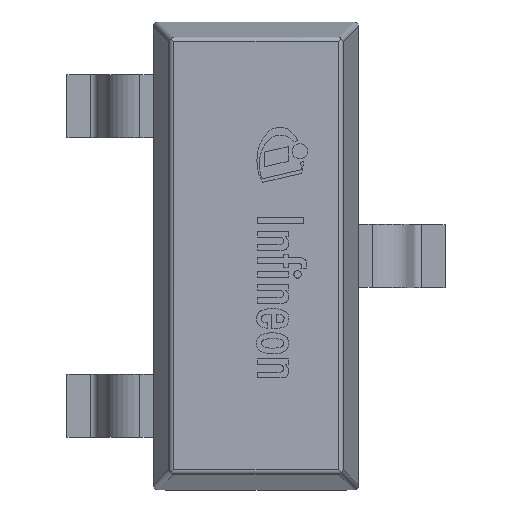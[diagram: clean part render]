
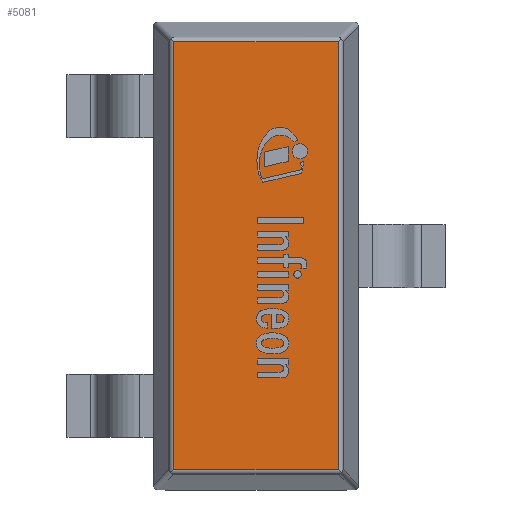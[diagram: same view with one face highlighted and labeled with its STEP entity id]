
A CAD part, top view. The second image highlights one B-rep face of the part: STEP entity #5081.
In plain terms, the highlighted planar face has unit normal (0, 0, 1).
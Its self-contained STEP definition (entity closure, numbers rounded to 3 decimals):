
#454=PLANE('',#5673);
#732=FACE_OUTER_BOUND('',#1021,.T.);
#1021=EDGE_LOOP('',(#4615,#4616,#4617,#4618));
#1461=LINE('',#8767,#1904);
#1463=LINE('',#8777,#1906);
#1464=LINE('',#8779,#1907);
#1465=LINE('',#8780,#1908);
#1904=VECTOR('',#7241,1.);
#1906=VECTOR('',#7253,1.);
#1907=VECTOR('',#7254,1.);
#1908=VECTOR('',#7255,1.);
#2430=VERTEX_POINT('',#8764);
#2431=VERTEX_POINT('',#8766);
#2434=VERTEX_POINT('',#8776);
#2435=VERTEX_POINT('',#8778);
#3160=EDGE_CURVE('',#2430,#2431,#1461,.T.);
#3165=EDGE_CURVE('',#2434,#2430,#1463,.T.);
#3166=EDGE_CURVE('',#2435,#2434,#1464,.T.);
#3167=EDGE_CURVE('',#2431,#2435,#1465,.T.);
#4615=ORIENTED_EDGE('',*,*,#3160,.F.);
#4616=ORIENTED_EDGE('',*,*,#3165,.F.);
#4617=ORIENTED_EDGE('',*,*,#3166,.F.);
#4618=ORIENTED_EDGE('',*,*,#3167,.F.);
#5081=ADVANCED_FACE('',(#732),#454,.T.);
#5673=AXIS2_PLACEMENT_3D('',#8775,#7251,#7252);
#7241=DIRECTION('',(1.,0.,0.));
#7251=DIRECTION('center_axis',(0.,0.,1.));
#7252=DIRECTION('ref_axis',(1.,0.,0.));
#7253=DIRECTION('',(0.,1.,0.));
#7254=DIRECTION('',(-1.,0.,0.));
#7255=DIRECTION('',(0.,-1.,0.));
#8764=CARTESIAN_POINT('',(-0.523,1.358,1.1));
#8766=CARTESIAN_POINT('',(0.523,1.358,1.1));
#8767=CARTESIAN_POINT('',(0.151,1.358,1.1));
#8775=CARTESIAN_POINT('Origin',(-0.549,1.485,1.1));
#8776=CARTESIAN_POINT('',(-0.523,-1.358,1.1));
#8777=CARTESIAN_POINT('',(-0.523,1.485,1.1));
#8778=CARTESIAN_POINT('',(0.523,-1.358,1.1));
#8779=CARTESIAN_POINT('',(0.151,-1.358,1.1));
#8780=CARTESIAN_POINT('',(0.523,1.485,1.1));
